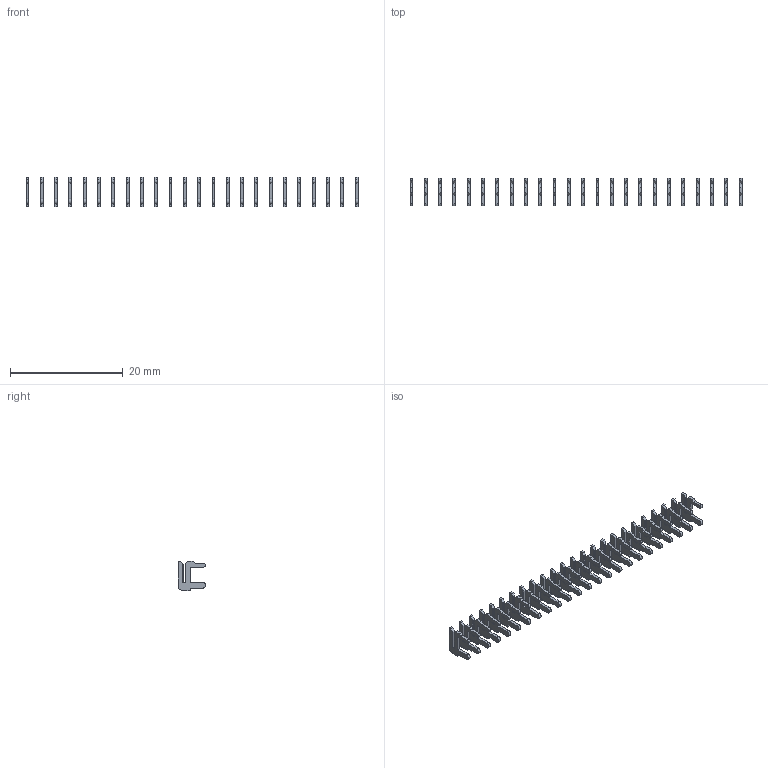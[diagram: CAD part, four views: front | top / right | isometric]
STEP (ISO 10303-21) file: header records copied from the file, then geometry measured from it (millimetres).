
FILE_DESCRIPTION (( 'STEP AP203' ), '1' );
FILE_NAME ('105-024-208-100.STEP', '2020-04-07T23:09:42', ( '' ), ( '' ), 'SwSTEP 2.0', 'SolidWorks 2016', '' );
FILE_SCHEMA (( 'CONFIG_CONTROL_DESIGN' ));
Length unit declared in the file: inch
Products named in the file (2): 100-290-001_100-290-208; 105-024-208-100
Assembly tree (24 placements, depth 2):
  105-024-208-100
    100-290-001_100-290-208  x24
Bounding box: 58.93 x 4.83 x 5.17 mm (x, y, z)
Volume: 165.1 mm3; surface area: 1019.9 mm2
Topology: 24 solids, 24 shells, 600 faces, 1656 edges, 1104 vertices
Faces by surface type: plane 528, cylinder 72
Entity records: 1725 total; most frequent: DIRECTION 179, CARTESIAN_POINT 167, ORIENTED_EDGE 138, EDGE_CURVE 69, LINE 63, VECTOR 63, CALENDAR_DATE 58, COORDINATED_UNIVERSAL_TIME_OFFSET 58
